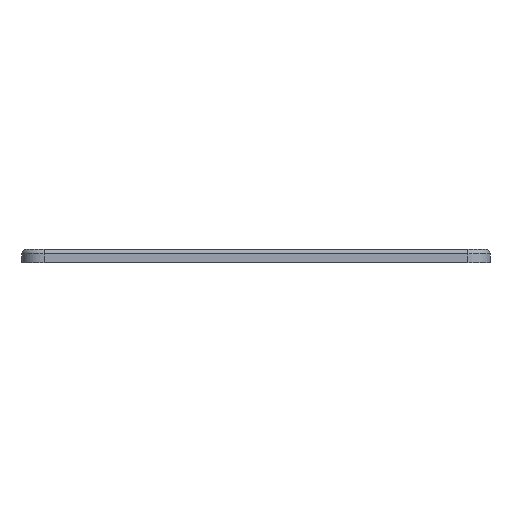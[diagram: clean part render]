
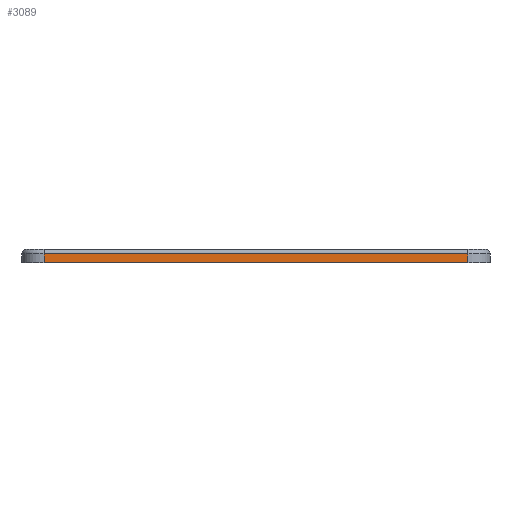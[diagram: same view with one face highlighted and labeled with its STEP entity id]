
A CAD part, front view. The second image highlights one B-rep face of the part: STEP entity #3089.
In plain terms, the highlighted planar face has unit normal (0, -1, 0).
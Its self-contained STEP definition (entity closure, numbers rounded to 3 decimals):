
#461=FACE_OUTER_BOUND('',#648,.T.);
#648=EDGE_LOOP('',(#2765,#2766,#2767,#2768));
#909=LINE('',#5837,#1180);
#915=LINE('',#5866,#1186);
#916=LINE('',#5868,#1187);
#917=LINE('',#5869,#1188);
#1180=VECTOR('',#3662,10.);
#1186=VECTOR('',#3698,10.);
#1187=VECTOR('',#3699,10.);
#1188=VECTOR('',#3700,10.);
#1484=VERTEX_POINT('',#5831);
#1485=VERTEX_POINT('',#5835);
#1493=VERTEX_POINT('',#5865);
#1494=VERTEX_POINT('',#5867);
#1910=EDGE_CURVE('',#1485,#1484,#909,.T.);
#1924=EDGE_CURVE('',#1493,#1485,#915,.T.);
#1925=EDGE_CURVE('',#1494,#1493,#916,.T.);
#1926=EDGE_CURVE('',#1484,#1494,#917,.T.);
#2765=ORIENTED_EDGE('',*,*,#1910,.F.);
#2766=ORIENTED_EDGE('',*,*,#1924,.F.);
#2767=ORIENTED_EDGE('',*,*,#1925,.F.);
#2768=ORIENTED_EDGE('',*,*,#1926,.F.);
#2929=PLANE('',#3224);
#3089=ADVANCED_FACE('',(#461),#2929,.T.);
#3224=AXIS2_PLACEMENT_3D('',#5864,#3696,#3697);
#3662=DIRECTION('',(1.,0.,0.));
#3696=DIRECTION('center_axis',(0.,-1.,0.));
#3697=DIRECTION('ref_axis',(1.,0.,0.));
#3698=DIRECTION('',(0.,0.,1.));
#3699=DIRECTION('',(-1.,0.,0.));
#3700=DIRECTION('',(0.,0.,-1.));
#5831=CARTESIAN_POINT('',(74.503,-68.862,2.));
#5835=CARTESIAN_POINT('',(-21.837,-68.862,2.));
#5837=CARTESIAN_POINT('',(-0.252,-68.862,2.));
#5864=CARTESIAN_POINT('Origin',(-26.837,-68.862,0.));
#5865=CARTESIAN_POINT('',(-21.837,-68.862,0.));
#5866=CARTESIAN_POINT('',(-21.837,-68.862,0.));
#5867=CARTESIAN_POINT('',(74.503,-68.862,0.));
#5868=CARTESIAN_POINT('',(79.503,-68.862,0.));
#5869=CARTESIAN_POINT('',(74.503,-68.862,0.));
